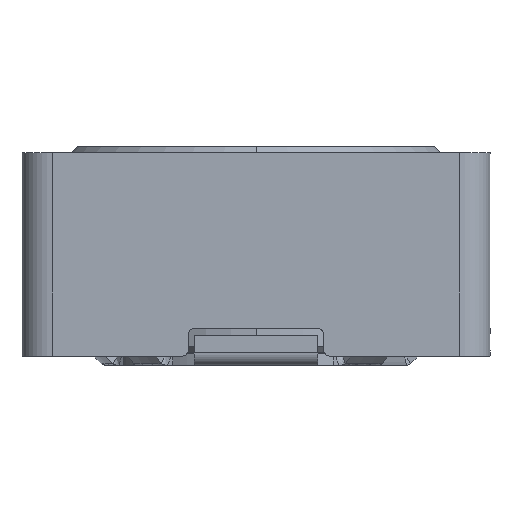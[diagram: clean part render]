
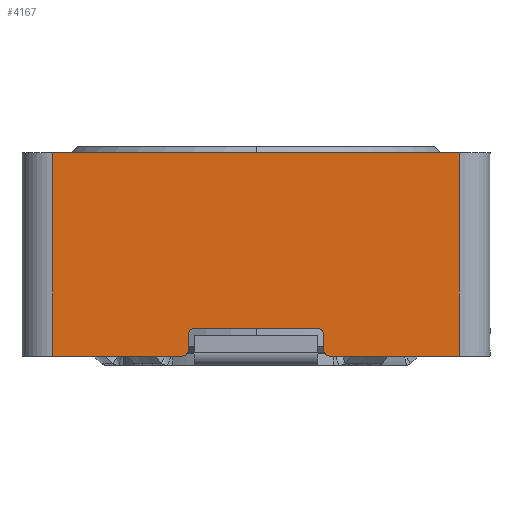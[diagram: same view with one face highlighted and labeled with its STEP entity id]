
A CAD part, left-side view. The second image highlights one B-rep face of the part: STEP entity #4167.
In plain terms, the highlighted planar face has unit normal (-1, 0, 0).
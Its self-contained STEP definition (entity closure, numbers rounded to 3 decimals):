
#53 = DIRECTION ( 'NONE',  ( 0., 1., 0. ) ) ;
#218 = VERTEX_POINT ( 'NONE', #18985 ) ;
#546 = AXIS2_PLACEMENT_3D ( 'NONE', #12172, #14132, #23025 ) ;
#1083 = AXIS2_PLACEMENT_3D ( 'NONE', #19152, #4949, #20678 ) ;
#1084 = CARTESIAN_POINT ( 'NONE',  ( -3.8, 1., 0.5 ) ) ;
#1241 = CARTESIAN_POINT ( 'NONE',  ( -3.8, 3.3, 0.6 ) ) ;
#2182 = CIRCLE ( 'NONE', #1083, 0.1 ) ;
#2191 = VERTEX_POINT ( 'NONE', #21510 ) ;
#2196 = VECTOR ( 'NONE', #10585, 1000. ) ;
#2301 = CARTESIAN_POINT ( 'NONE',  ( -3.8, -3.3, 0.15 ) ) ;
#2432 = VERTEX_POINT ( 'NONE', #14684 ) ;
#2781 = CARTESIAN_POINT ( 'NONE',  ( -3.8, -1.2, 0.15 ) ) ;
#2945 = VECTOR ( 'NONE', #3969, 1000. ) ;
#3137 = DIRECTION ( 'NONE',  ( 0., -1., 0. ) ) ;
#3177 = EDGE_CURVE ( 'NONE', #5608, #218, #2182, .T. ) ;
#3286 = ORIENTED_EDGE ( 'NONE', *, *, #16983, .T. ) ;
#3291 = EDGE_CURVE ( 'NONE', #21361, #218, #16881, .T. ) ;
#3472 = EDGE_CURVE ( 'NONE', #2191, #8993, #15923, .T. ) ;
#3628 = AXIS2_PLACEMENT_3D ( 'NONE', #12934, #18693, #4477 ) ;
#3969 = DIRECTION ( 'NONE',  ( 0., 0., 1. ) ) ;
#4081 = CARTESIAN_POINT ( 'NONE',  ( -3.8, -3.3, 0.15 ) ) ;
#4088 = VECTOR ( 'NONE', #5737, 1000. ) ;
#4167 = ADVANCED_FACE ( 'NONE', ( #21380 ), #9085, .F. ) ;
#4267 = ORIENTED_EDGE ( 'NONE', *, *, #13571, .T. ) ;
#4308 = VERTEX_POINT ( 'NONE', #10371 ) ;
#4477 = DIRECTION ( 'NONE',  ( 0., 1., 0. ) ) ;
#4632 = CARTESIAN_POINT ( 'NONE',  ( -3.8, 1.2, 0.15 ) ) ;
#4673 = ORIENTED_EDGE ( 'NONE', *, *, #3291, .F. ) ;
#4949 = DIRECTION ( 'NONE',  ( 1., 0., 0. ) ) ;
#4957 = EDGE_CURVE ( 'NONE', #21361, #9731, #11204, .T. ) ;
#5337 = EDGE_CURVE ( 'NONE', #7574, #18474, #12905, .T. ) ;
#5364 = CARTESIAN_POINT ( 'NONE',  ( -3.8, 3.3, 3.45 ) ) ;
#5608 = VERTEX_POINT ( 'NONE', #14167 ) ;
#5737 = DIRECTION ( 'NONE',  ( 0., 0., 1. ) ) ;
#6493 = DIRECTION ( 'NONE',  ( 0., 1., 0. ) ) ;
#6675 = EDGE_CURVE ( 'NONE', #7753, #8993, #19334, .T. ) ;
#6753 = EDGE_CURVE ( 'NONE', #12709, #9731, #11151, .T. ) ;
#6785 = DIRECTION ( 'NONE',  ( 0., -1., 0. ) ) ;
#7244 = VECTOR ( 'NONE', #3137, 1000. ) ;
#7534 = AXIS2_PLACEMENT_3D ( 'NONE', #1084, #17175, #6493 ) ;
#7574 = VERTEX_POINT ( 'NONE', #12768 ) ;
#7753 = VERTEX_POINT ( 'NONE', #4632 ) ;
#8338 = ORIENTED_EDGE ( 'NONE', *, *, #20978, .F. ) ;
#8993 = VERTEX_POINT ( 'NONE', #19177 ) ;
#9085 = PLANE ( 'NONE',  #3628 ) ;
#9394 = DIRECTION ( 'NONE',  ( 0., 1., 0. ) ) ;
#9731 = VERTEX_POINT ( 'NONE', #2781 ) ;
#10371 = CARTESIAN_POINT ( 'NONE',  ( -3.8, 1., 0.6 ) ) ;
#10585 = DIRECTION ( 'NONE',  ( 0., 0., -1. ) ) ;
#11151 = LINE ( 'NONE', #4081, #13768 ) ;
#11204 = CIRCLE ( 'NONE', #21296, 0.1 ) ;
#11504 = ORIENTED_EDGE ( 'NONE', *, *, #3472, .T. ) ;
#11878 = ORIENTED_EDGE ( 'NONE', *, *, #6753, .F. ) ;
#12058 = EDGE_LOOP ( 'NONE', ( #20240, #14002, #18504, #3286, #4267, #17779, #4673, #17124, #11878, #8338, #12234, #11504 ) ) ;
#12162 = VECTOR ( 'NONE', #6785, 1000. ) ;
#12172 = CARTESIAN_POINT ( 'NONE',  ( -3.8, 1.2, 0.25 ) ) ;
#12234 = ORIENTED_EDGE ( 'NONE', *, *, #20444, .F. ) ;
#12709 = VERTEX_POINT ( 'NONE', #2301 ) ;
#12768 = CARTESIAN_POINT ( 'NONE',  ( -3.8, 1.1, 0.25 ) ) ;
#12905 = LINE ( 'NONE', #20045, #2945 ) ;
#12934 = CARTESIAN_POINT ( 'NONE',  ( -3.8, 3.3, 3.45 ) ) ;
#13016 = VECTOR ( 'NONE', #53, 1000. ) ;
#13571 = EDGE_CURVE ( 'NONE', #4308, #5608, #22844, .T. ) ;
#13768 = VECTOR ( 'NONE', #9394, 1000. ) ;
#14002 = ORIENTED_EDGE ( 'NONE', *, *, #14977, .T. ) ;
#14132 = DIRECTION ( 'NONE',  ( -1., 0., 0. ) ) ;
#14167 = CARTESIAN_POINT ( 'NONE',  ( -3.8, -1., 0.6 ) ) ;
#14229 = CARTESIAN_POINT ( 'NONE',  ( -3.8, -1.2, 0.25 ) ) ;
#14621 = CARTESIAN_POINT ( 'NONE',  ( -3.8, -1.1, 0.25 ) ) ;
#14684 = CARTESIAN_POINT ( 'NONE',  ( -3.8, -3.3, 3.45 ) ) ;
#14977 = EDGE_CURVE ( 'NONE', #7753, #7574, #20830, .T. ) ;
#15140 = CARTESIAN_POINT ( 'NONE',  ( -3.8, -1.1, 0.15 ) ) ;
#15410 = VECTOR ( 'NONE', #17649, 1000. ) ;
#15540 = DIRECTION ( 'NONE',  ( -1., 0., 0. ) ) ;
#15923 = LINE ( 'NONE', #5364, #2196 ) ;
#16157 = CARTESIAN_POINT ( 'NONE',  ( -3.8, 1.1, 0.15 ) ) ;
#16881 = LINE ( 'NONE', #15140, #4088 ) ;
#16983 = EDGE_CURVE ( 'NONE', #18474, #4308, #19890, .T. ) ;
#17124 = ORIENTED_EDGE ( 'NONE', *, *, #4957, .T. ) ;
#17175 = DIRECTION ( 'NONE',  ( 1., 0., 0. ) ) ;
#17649 = DIRECTION ( 'NONE',  ( 0., 0., -1. ) ) ;
#17779 = ORIENTED_EDGE ( 'NONE', *, *, #3177, .T. ) ;
#17994 = CARTESIAN_POINT ( 'NONE',  ( -3.8, -3.3, 3.45 ) ) ;
#18474 = VERTEX_POINT ( 'NONE', #21608 ) ;
#18504 = ORIENTED_EDGE ( 'NONE', *, *, #5337, .T. ) ;
#18693 = DIRECTION ( 'NONE',  ( 1., 0., 0. ) ) ;
#18985 = CARTESIAN_POINT ( 'NONE',  ( -3.8, -1.1, 0.5 ) ) ;
#19152 = CARTESIAN_POINT ( 'NONE',  ( -3.8, -1., 0.5 ) ) ;
#19177 = CARTESIAN_POINT ( 'NONE',  ( -3.8, 3.3, 0.15 ) ) ;
#19334 = LINE ( 'NONE', #16157, #13016 ) ;
#19628 = LINE ( 'NONE', #17994, #15410 ) ;
#19890 = CIRCLE ( 'NONE', #7534, 0.1 ) ;
#20045 = CARTESIAN_POINT ( 'NONE',  ( -3.8, 1.1, 0.15 ) ) ;
#20240 = ORIENTED_EDGE ( 'NONE', *, *, #6675, .F. ) ;
#20444 = EDGE_CURVE ( 'NONE', #2191, #2432, #21004, .T. ) ;
#20678 = DIRECTION ( 'NONE',  ( 0., 1., 0. ) ) ;
#20830 = CIRCLE ( 'NONE', #546, 0.1 ) ;
#20939 = DIRECTION ( 'NONE',  ( 0., 1., 0. ) ) ;
#20978 = EDGE_CURVE ( 'NONE', #2432, #12709, #19628, .T. ) ;
#21004 = LINE ( 'NONE', #23079, #7244 ) ;
#21296 = AXIS2_PLACEMENT_3D ( 'NONE', #14229, #15540, #20939 ) ;
#21361 = VERTEX_POINT ( 'NONE', #14621 ) ;
#21380 = FACE_OUTER_BOUND ( 'NONE', #12058, .T. ) ;
#21510 = CARTESIAN_POINT ( 'NONE',  ( -3.8, 3.3, 3.45 ) ) ;
#21608 = CARTESIAN_POINT ( 'NONE',  ( -3.8, 1.1, 0.5 ) ) ;
#22844 = LINE ( 'NONE', #1241, #12162 ) ;
#23025 = DIRECTION ( 'NONE',  ( 0., 1., 0. ) ) ;
#23079 = CARTESIAN_POINT ( 'NONE',  ( -3.8, 3.3, 3.45 ) ) ;
